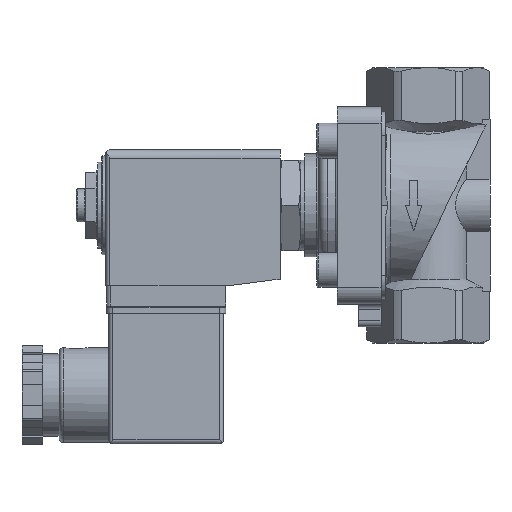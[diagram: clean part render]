
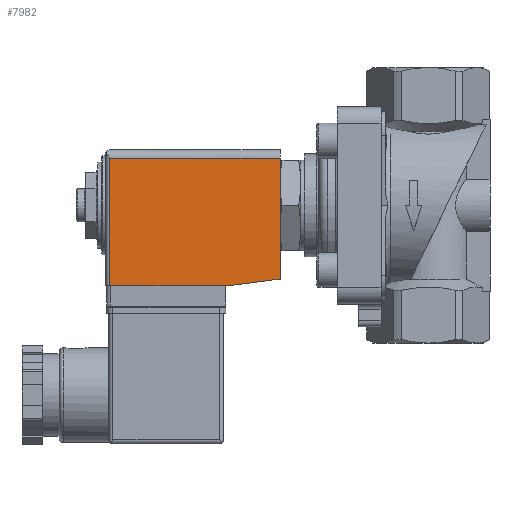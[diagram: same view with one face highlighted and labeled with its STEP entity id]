
A CAD part, left-side view. The second image highlights one B-rep face of the part: STEP entity #7982.
In plain terms, the highlighted planar face has unit normal (-1, 0, 0).
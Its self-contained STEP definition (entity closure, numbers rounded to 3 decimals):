
#362=LINE('',#14525,#1106);
#363=LINE('',#14528,#1107);
#364=LINE('',#14530,#1108);
#365=LINE('',#14532,#1109);
#366=LINE('',#14534,#1110);
#1106=VECTOR('',#11846,1000.);
#1107=VECTOR('',#11847,1000.);
#1108=VECTOR('',#11848,1000.);
#1109=VECTOR('',#11849,1000.);
#1110=VECTOR('',#11850,1000.);
#1684=PLANE('',#10352);
#3380=ORIENTED_EDGE('',*,*,#5113,.T.);
#3381=ORIENTED_EDGE('',*,*,#5114,.F.);
#3382=ORIENTED_EDGE('',*,*,#5115,.F.);
#3383=ORIENTED_EDGE('',*,*,#5116,.F.);
#3384=ORIENTED_EDGE('',*,*,#5117,.T.);
#5113=EDGE_CURVE('',#6078,#6079,#362,.T.);
#5114=EDGE_CURVE('',#6080,#6079,#363,.T.);
#5115=EDGE_CURVE('',#6081,#6080,#364,.T.);
#5116=EDGE_CURVE('',#6082,#6081,#365,.T.);
#5117=EDGE_CURVE('',#6082,#6078,#366,.F.);
#6078=VERTEX_POINT('',#14526);
#6079=VERTEX_POINT('',#14527);
#6080=VERTEX_POINT('',#14529);
#6081=VERTEX_POINT('',#14531);
#6082=VERTEX_POINT('',#14533);
#6843=EDGE_LOOP('',(#3380,#3381,#3382,#3383,#3384));
#7442=FACE_BOUND('',#6843,.T.);
#7982=ADVANCED_FACE('',(#7442),#1684,.F.);
#10352=AXIS2_PLACEMENT_3D('',#14524,#11844,#11845);
#11844=DIRECTION('',(1.,0.,0.));
#11845=DIRECTION('',(0.,0.,-1.));
#11846=DIRECTION('',(0.,0.,-1.));
#11847=DIRECTION('',(0.,1.,0.));
#11848=DIRECTION('',(0.,0.992,-0.129));
#11849=DIRECTION('',(0.,0.,-1.));
#11850=DIRECTION('',(0.,-1.,0.));
#14524=CARTESIAN_POINT('',(-15.,41.4,12.5));
#14525=CARTESIAN_POINT('',(-15.,41.4,20.));
#14526=CARTESIAN_POINT('',(-15.,41.4,11.5));
#14527=CARTESIAN_POINT('',(-15.,41.4,-19.5));
#14528=CARTESIAN_POINT('',(-15.,12.1,-19.5));
#14529=CARTESIAN_POINT('',(-15.,12.1,-19.5));
#14530=CARTESIAN_POINT('',(-15.,0.,-17.93));
#14531=CARTESIAN_POINT('',(-15.,0.,-17.93));
#14532=CARTESIAN_POINT('',(-15.,0.,13.5));
#14533=CARTESIAN_POINT('',(-15.,0.,11.5));
#14534=CARTESIAN_POINT('',(-15.,44.,11.5));
